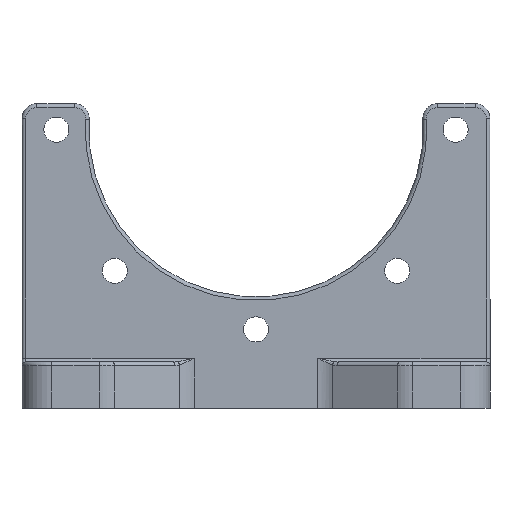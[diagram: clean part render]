
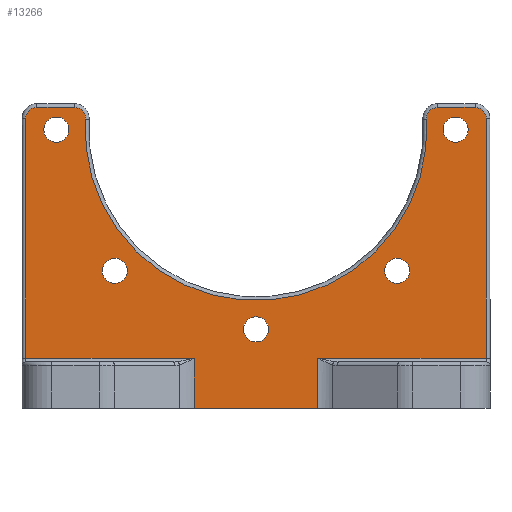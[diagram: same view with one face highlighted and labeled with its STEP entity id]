
A CAD part, front view. The second image highlights one B-rep face of the part: STEP entity #13266.
In plain terms, the highlighted planar face has unit normal (0, -1, 0).
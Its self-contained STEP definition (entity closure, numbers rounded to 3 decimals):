
#7=CARTESIAN_POINT('',(387.816,285.171,149.0));
#8=VERTEX_POINT('',#7);
#34=CARTESIAN_POINT('',(374.316,285.171,149.0));
#35=VERTEX_POINT('',#34);
#36=CARTESIAN_POINT('',(381.066,285.171,149.0));
#37=DIRECTION('',(0.,-1.0,0.));
#38=DIRECTION('',(1.0,0.,0.0));
#39=AXIS2_PLACEMENT_3D('',#36,#37,#38);
#40=CIRCLE('',#39,6.75);
#41=EDGE_CURVE('',#8,#35,#40,.T.);
#43=CARTESIAN_POINT('',(381.066,285.171,149.0));
#44=DIRECTION('',(0.,-1.0,0.));
#45=DIRECTION('',(1.0,0.,0.0));
#46=AXIS2_PLACEMENT_3D('',#43,#44,#45);
#47=CIRCLE('',#46,6.75);
#48=EDGE_CURVE('',#35,#8,#47,.T.);
#58=CARTESIAN_POINT('',(204.302,285.171,72.986));
#59=VERTEX_POINT('',#58);
#85=CARTESIAN_POINT('',(190.802,285.171,72.986));
#86=VERTEX_POINT('',#85);
#87=CARTESIAN_POINT('',(197.552,285.171,72.986));
#88=DIRECTION('',(0.,-1.0,0.));
#89=DIRECTION('',(1.0,0.,0.0));
#90=AXIS2_PLACEMENT_3D('',#87,#88,#89);
#91=CIRCLE('',#90,6.75);
#92=EDGE_CURVE('',#59,#86,#91,.T.);
#94=CARTESIAN_POINT('',(197.552,285.171,72.986));
#95=DIRECTION('',(0.,-1.0,0.));
#96=DIRECTION('',(1.0,0.,0.0));
#97=AXIS2_PLACEMENT_3D('',#94,#95,#96);
#98=CIRCLE('',#97,6.75);
#99=EDGE_CURVE('',#86,#59,#98,.T.);
#109=CARTESIAN_POINT('',(280.316,285.171,41.5));
#110=VERTEX_POINT('',#109);
#136=CARTESIAN_POINT('',(266.816,285.171,41.5));
#137=VERTEX_POINT('',#136);
#138=CARTESIAN_POINT('',(273.566,285.171,41.5));
#139=DIRECTION('',(0.,-1.0,0.));
#140=DIRECTION('',(1.0,0.,0.0));
#141=AXIS2_PLACEMENT_3D('',#138,#139,#140);
#142=CIRCLE('',#141,6.75);
#143=EDGE_CURVE('',#110,#137,#142,.T.);
#145=CARTESIAN_POINT('',(273.566,285.171,41.5));
#146=DIRECTION('',(0.,-1.0,0.));
#147=DIRECTION('',(1.0,0.,0.0));
#148=AXIS2_PLACEMENT_3D('',#145,#146,#147);
#149=CIRCLE('',#148,6.75);
#150=EDGE_CURVE('',#137,#110,#149,.T.);
#160=CARTESIAN_POINT('',(356.33,285.171,72.986));
#161=VERTEX_POINT('',#160);
#187=CARTESIAN_POINT('',(342.83,285.171,72.986));
#188=VERTEX_POINT('',#187);
#189=CARTESIAN_POINT('',(349.58,285.171,72.986));
#190=DIRECTION('',(0.,-1.0,0.));
#191=DIRECTION('',(1.0,0.,0.0));
#192=AXIS2_PLACEMENT_3D('',#189,#190,#191);
#193=CIRCLE('',#192,6.75);
#194=EDGE_CURVE('',#161,#188,#193,.T.);
#196=CARTESIAN_POINT('',(349.58,285.171,72.986));
#197=DIRECTION('',(0.,-1.0,0.));
#198=DIRECTION('',(1.0,0.,0.0));
#199=AXIS2_PLACEMENT_3D('',#196,#197,#198);
#200=CIRCLE('',#199,6.75);
#201=EDGE_CURVE('',#188,#161,#200,.T.);
#211=CARTESIAN_POINT('',(172.816,285.171,149.0));
#212=VERTEX_POINT('',#211);
#238=CARTESIAN_POINT('',(159.316,285.171,149.0));
#239=VERTEX_POINT('',#238);
#240=CARTESIAN_POINT('',(166.066,285.171,149.0));
#241=DIRECTION('',(0.,-1.0,0.));
#242=DIRECTION('',(1.0,0.,0.0));
#243=AXIS2_PLACEMENT_3D('',#240,#241,#242);
#244=CIRCLE('',#243,6.75);
#245=EDGE_CURVE('',#212,#239,#244,.T.);
#247=CARTESIAN_POINT('',(166.066,285.171,149.0));
#248=DIRECTION('',(0.,-1.0,0.));
#249=DIRECTION('',(1.0,0.,0.0));
#250=AXIS2_PLACEMENT_3D('',#247,#248,#249);
#251=CIRCLE('',#250,6.75);
#252=EDGE_CURVE('',#239,#212,#251,.T.);
#400=CARTESIAN_POINT('',(306.71,285.171,-1.0));
#401=VERTEX_POINT('',#400);
#409=CARTESIAN_POINT('',(240.423,285.171,-1.0));
#410=VERTEX_POINT('',#409);
#411=CARTESIAN_POINT('',(240.423,285.171,-1.0));
#412=DIRECTION('',(1.0,0.0,0.0));
#413=VECTOR('',#412,66.286);
#414=LINE('',#411,#413);
#415=EDGE_CURVE('',#410,#401,#414,.T.);
#3690=CARTESIAN_POINT('',(397.566,285.171,155.0));
#3691=VERTEX_POINT('',#3690);
#3700=CARTESIAN_POINT('',(391.566,285.171,161.0));
#3701=VERTEX_POINT('',#3700);
#3709=CARTESIAN_POINT('',(391.566,285.171,155.0));
#3710=DIRECTION('',(0.,-1.0,0.));
#3711=DIRECTION('',(1.0,0.,0.));
#3712=AXIS2_PLACEMENT_3D('',#3709,#3710,#3711);
#3713=CIRCLE('',#3712,6.0);
#3714=EDGE_CURVE('',#3691,#3701,#3713,.T.);
#3726=CARTESIAN_POINT('',(371.383,285.171,161.0));
#3727=VERTEX_POINT('',#3726);
#3735=CARTESIAN_POINT('',(391.566,285.171,161.0));
#3736=DIRECTION('',(-1.0,0.0,0.0));
#3737=VECTOR('',#3736,20.184);
#3738=LINE('',#3735,#3737);
#3739=EDGE_CURVE('',#3701,#3727,#3738,.T.);
#3824=CARTESIAN_POINT('',(365.394,285.171,154.633));
#3825=VERTEX_POINT('',#3824);
#3833=CARTESIAN_POINT('',(371.383,285.171,155.0));
#3834=DIRECTION('',(0.,-1.0,0.));
#3835=DIRECTION('',(1.0,0.,0.));
#3836=AXIS2_PLACEMENT_3D('',#3833,#3834,#3835);
#3837=CIRCLE('',#3836,6.);
#3838=EDGE_CURVE('',#3727,#3825,#3837,.T.);
#4007=CARTESIAN_POINT('',(181.739,285.171,154.633));
#4008=VERTEX_POINT('',#4007);
#4016=CARTESIAN_POINT('',(273.566,285.171,149.0));
#4017=DIRECTION('',(0.,1.0,0.));
#4018=DIRECTION('',(1.0,0.,0.));
#4019=AXIS2_PLACEMENT_3D('',#4016,#4017,#4018);
#4020=CIRCLE('',#4019,92.);
#4021=EDGE_CURVE('',#3825,#4008,#4020,.T.);
#4106=CARTESIAN_POINT('',(175.75,285.171,161.));
#4107=VERTEX_POINT('',#4106);
#4115=CARTESIAN_POINT('',(175.75,285.171,155.0));
#4116=DIRECTION('',(0.,-1.0,0.));
#4117=DIRECTION('',(1.0,0.,0.0));
#4118=AXIS2_PLACEMENT_3D('',#4115,#4116,#4117);
#4119=CIRCLE('',#4118,6.);
#4120=EDGE_CURVE('',#4008,#4107,#4119,.T.);
#4132=CARTESIAN_POINT('',(155.566,285.171,161.0));
#4133=VERTEX_POINT('',#4132);
#4141=CARTESIAN_POINT('',(175.75,285.171,161.0));
#4142=DIRECTION('',(-1.0,0.0,0.0));
#4143=VECTOR('',#4142,20.184);
#4144=LINE('',#4141,#4143);
#4145=EDGE_CURVE('',#4107,#4133,#4144,.T.);
#4230=CARTESIAN_POINT('',(149.566,285.171,155.0));
#4231=VERTEX_POINT('',#4230);
#4239=CARTESIAN_POINT('',(155.566,285.171,155.0));
#4240=DIRECTION('',(0.,-1.0,0.));
#4241=DIRECTION('',(1.0,0.,0.));
#4242=AXIS2_PLACEMENT_3D('',#4239,#4240,#4241);
#4243=CIRCLE('',#4242,6.0);
#4244=EDGE_CURVE('',#4133,#4231,#4243,.T.);
#5512=CARTESIAN_POINT('',(149.566,285.171,26.));
#5513=VERTEX_POINT('',#5512);
#5543=CARTESIAN_POINT('',(240.423,285.171,26.));
#5544=VERTEX_POINT('',#5543);
#5554=CARTESIAN_POINT('',(149.566,285.171,26.));
#5555=DIRECTION('',(1.0,0.0,0.0));
#5556=VECTOR('',#5555,90.857);
#5557=LINE('',#5554,#5556);
#5558=EDGE_CURVE('',#5513,#5544,#5557,.T.);
#5627=CARTESIAN_POINT('',(149.566,285.171,155.0));
#5628=DIRECTION('',(0.0,0.0,-1.0));
#5629=VECTOR('',#5628,129.);
#5630=LINE('',#5627,#5629);
#5631=EDGE_CURVE('',#4231,#5513,#5630,.T.);
#5716=CARTESIAN_POINT('',(240.423,285.171,24.0));
#5717=VERTEX_POINT('',#5716);
#5718=CARTESIAN_POINT('',(240.423,285.171,-1.0));
#5719=DIRECTION('',(0.0,0.0,1.0));
#5720=VECTOR('',#5719,25.0);
#5721=LINE('',#5718,#5720);
#5722=EDGE_CURVE('',#410,#5717,#5721,.T.);
#5724=CARTESIAN_POINT('',(240.423,285.171,24.0));
#5725=DIRECTION('',(0.0,0.0,1.0));
#5726=VECTOR('',#5725,2.);
#5727=LINE('',#5724,#5726);
#5728=EDGE_CURVE('',#5717,#5544,#5727,.T.);
#6340=CARTESIAN_POINT('',(306.71,285.171,26.));
#6341=VERTEX_POINT('',#6340);
#6368=CARTESIAN_POINT('',(397.566,285.171,26.));
#6369=VERTEX_POINT('',#6368);
#6380=CARTESIAN_POINT('',(306.71,285.171,26.));
#6381=DIRECTION('',(1.0,0.0,0.0));
#6382=VECTOR('',#6381,90.857);
#6383=LINE('',#6380,#6382);
#6384=EDGE_CURVE('',#6341,#6369,#6383,.T.);
#6394=CARTESIAN_POINT('',(397.566,285.171,26.));
#6395=DIRECTION('',(0.0,0.0,1.0));
#6396=VECTOR('',#6395,129.);
#6397=LINE('',#6394,#6396);
#6398=EDGE_CURVE('',#6369,#3691,#6397,.T.);
#6554=CARTESIAN_POINT('',(306.71,285.171,-1.0));
#6555=DIRECTION('',(0.0,0.0,1.0));
#6556=VECTOR('',#6555,27.);
#6557=LINE('',#6554,#6556);
#6558=EDGE_CURVE('',#401,#6341,#6557,.T.);
#13224=CARTESIAN_POINT('',(149.544,285.171,-1.022));
#13225=DIRECTION('',(0.0,-1.0,0.0));
#13226=DIRECTION('',(1.0,0.0,0.0));
#13227=AXIS2_PLACEMENT_3D('',#13224,#13225,#13226);
#13228=PLANE('',#13227);
#13229=ORIENTED_EDGE('',*,*,#5722,.F.);
#13230=ORIENTED_EDGE('',*,*,#415,.T.);
#13231=ORIENTED_EDGE('',*,*,#6558,.T.);
#13232=ORIENTED_EDGE('',*,*,#6384,.T.);
#13233=ORIENTED_EDGE('',*,*,#6398,.T.);
#13234=ORIENTED_EDGE('',*,*,#3714,.T.);
#13235=ORIENTED_EDGE('',*,*,#3739,.T.);
#13236=ORIENTED_EDGE('',*,*,#3838,.T.);
#13237=ORIENTED_EDGE('',*,*,#4021,.T.);
#13238=ORIENTED_EDGE('',*,*,#4120,.T.);
#13239=ORIENTED_EDGE('',*,*,#4145,.T.);
#13240=ORIENTED_EDGE('',*,*,#4244,.T.);
#13241=ORIENTED_EDGE('',*,*,#5631,.T.);
#13242=ORIENTED_EDGE('',*,*,#5558,.T.);
#13243=ORIENTED_EDGE('',*,*,#5728,.F.);
#13244=EDGE_LOOP('',(#13229,#13230,#13231,#13232,#13233,#13234,#13235,#13236,#13237,#13238,#13239,#13240,#13241,#13242,#13243));
#13245=FACE_OUTER_BOUND('',#13244,.T.);
#13246=ORIENTED_EDGE('',*,*,#48,.F.);
#13247=ORIENTED_EDGE('',*,*,#41,.F.);
#13248=EDGE_LOOP('',(#13246,#13247));
#13249=FACE_BOUND('',#13248,.T.);
#13250=ORIENTED_EDGE('',*,*,#99,.F.);
#13251=ORIENTED_EDGE('',*,*,#92,.F.);
#13252=EDGE_LOOP('',(#13250,#13251));
#13253=FACE_BOUND('',#13252,.T.);
#13254=ORIENTED_EDGE('',*,*,#150,.F.);
#13255=ORIENTED_EDGE('',*,*,#143,.F.);
#13256=EDGE_LOOP('',(#13254,#13255));
#13257=FACE_BOUND('',#13256,.T.);
#13258=ORIENTED_EDGE('',*,*,#201,.F.);
#13259=ORIENTED_EDGE('',*,*,#194,.F.);
#13260=EDGE_LOOP('',(#13258,#13259));
#13261=FACE_BOUND('',#13260,.T.);
#13262=ORIENTED_EDGE('',*,*,#252,.F.);
#13263=ORIENTED_EDGE('',*,*,#245,.F.);
#13264=EDGE_LOOP('',(#13262,#13263));
#13265=FACE_BOUND('',#13264,.T.);
#13266=ADVANCED_FACE('',(#13245,#13249,#13253,#13257,#13261,#13265),#13228,.T.);
